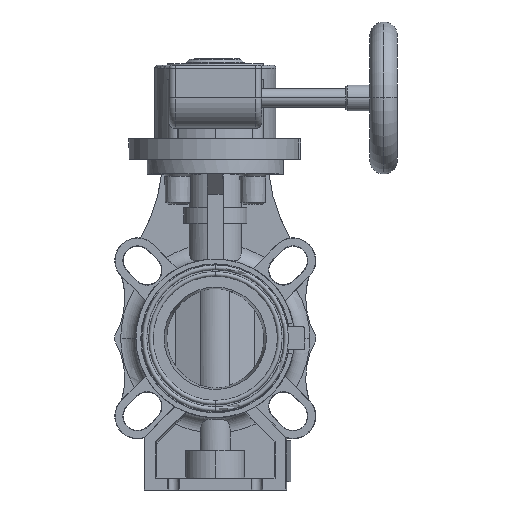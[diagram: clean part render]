
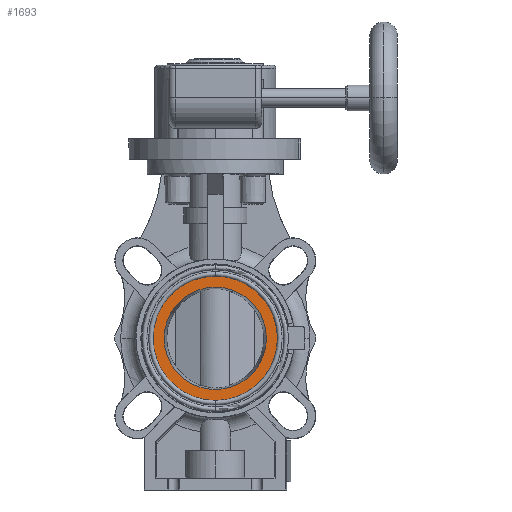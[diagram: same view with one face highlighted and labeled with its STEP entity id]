
A CAD part, front view. The second image highlights one B-rep face of the part: STEP entity #1693.
In plain terms, the highlighted planar face has unit normal (0, -1, 0).
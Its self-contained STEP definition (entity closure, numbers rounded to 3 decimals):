
#1693=ADVANCED_FACE('',(#3646,#3647),#3648,.F.);
#3646=FACE_OUTER_BOUND('',#5964,.T.);
#3647=FACE_BOUND('',#5965,.T.);
#3648=PLANE('',#5966);
#5964=EDGE_LOOP('',(#11286,#11287));
#5965=EDGE_LOOP('',(#11288,#11289));
#5966=AXIS2_PLACEMENT_3D('',#11290,#11291,#11292);
#11286=ORIENTED_EDGE('',*,*,#15572,.T.);
#11287=ORIENTED_EDGE('',*,*,#15575,.T.);
#11288=ORIENTED_EDGE('',*,*,#15577,.T.);
#11289=ORIENTED_EDGE('',*,*,#15578,.T.);
#11290=CARTESIAN_POINT('',(0.,-25.0,0.));
#11291=DIRECTION('',(0.0,1.0,0.0));
#11292=DIRECTION('',(0.0,0.0,-1.0));
#15572=EDGE_CURVE('',#19931,#19929,#19932,.T.);
#15575=EDGE_CURVE('',#19929,#19931,#19935,.T.);
#15577=EDGE_CURVE('',#19937,#19938,#19939,.T.);
#15578=EDGE_CURVE('',#19938,#19937,#19940,.T.);
#19929=VERTEX_POINT('',#25947);
#19931=VERTEX_POINT('',#25949);
#19932=CIRCLE('',#25950,41.0);
#19935=CIRCLE('',#25953,41.0);
#19937=VERTEX_POINT('',#25955);
#19938=VERTEX_POINT('',#25956);
#19939=CIRCLE('',#25957,33.75);
#19940=CIRCLE('',#25958,33.75);
#25947=CARTESIAN_POINT('',(0.,-25.0,-41.0));
#25949=CARTESIAN_POINT('',(0.,-25.0,41.0));
#25950=AXIS2_PLACEMENT_3D('',#30347,#30348,#30349);
#25953=AXIS2_PLACEMENT_3D('',#30353,#30354,#30355);
#25955=CARTESIAN_POINT('',(0.,-25.,-33.75));
#25956=CARTESIAN_POINT('',(0.,-25.,33.75));
#25957=AXIS2_PLACEMENT_3D('',#30356,#30357,#30358);
#25958=AXIS2_PLACEMENT_3D('',#30359,#30360,#30361);
#30347=CARTESIAN_POINT('',(0.,-25.0,0.));
#30348=DIRECTION('',(0.0,-1.0,0.0));
#30349=DIRECTION('',(0.,0.0,1.0));
#30353=CARTESIAN_POINT('',(0.,-25.0,0.));
#30354=DIRECTION('',(0.0,-1.0,-0.0));
#30355=DIRECTION('',(0.,0.0,-1.0));
#30356=CARTESIAN_POINT('',(0.,-25.,0.));
#30357=DIRECTION('',(0.0,1.0,0.0));
#30358=DIRECTION('',(0.,0.0,-1.0));
#30359=CARTESIAN_POINT('',(0.,-25.,0.));
#30360=DIRECTION('',(0.0,1.0,0.0));
#30361=DIRECTION('',(0.,0.0,1.0));
